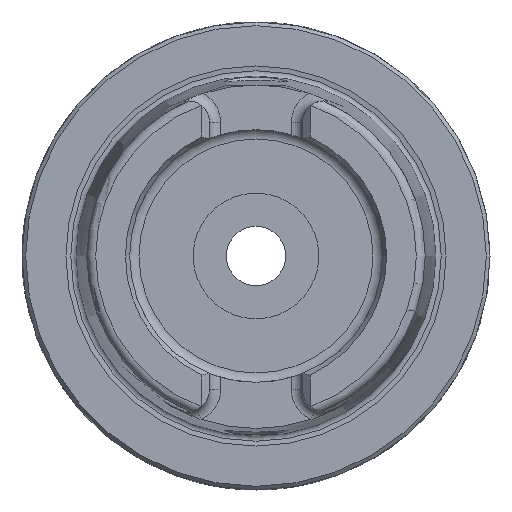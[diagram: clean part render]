
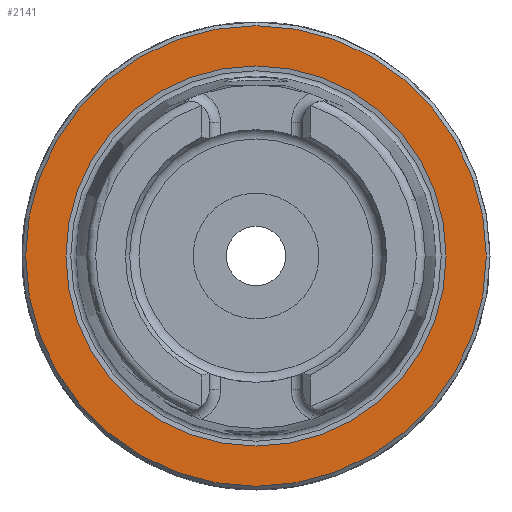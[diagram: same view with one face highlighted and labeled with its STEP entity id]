
A CAD part, left-side view. The second image highlights one B-rep face of the part: STEP entity #2141.
In plain terms, the highlighted planar face has unit normal (-1, 0, 0).
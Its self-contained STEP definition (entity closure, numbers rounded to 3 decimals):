
#80=PLANE('',#2413);
#95=FACE_BOUND('',#406,.T.);
#271=FACE_OUTER_BOUND('',#405,.T.);
#405=EDGE_LOOP('',(#1989));
#406=EDGE_LOOP('',(#1990));
#533=CIRCLE('',#2412,25.588);
#534=CIRCLE('',#2414,31.);
#1030=VERTEX_POINT('',#4644);
#1031=VERTEX_POINT('',#4648);
#1351=EDGE_CURVE('',#1030,#1030,#533,.T.);
#1352=EDGE_CURVE('',#1031,#1031,#534,.T.);
#1989=ORIENTED_EDGE('',*,*,#1352,.F.);
#1990=ORIENTED_EDGE('',*,*,#1351,.T.);
#2141=ADVANCED_FACE('',(#271,#95),#80,.T.);
#2412=AXIS2_PLACEMENT_3D('',#4646,#3017,#3018);
#2413=AXIS2_PLACEMENT_3D('',#4647,#3019,#3020);
#2414=AXIS2_PLACEMENT_3D('',#4649,#3021,#3022);
#3017=DIRECTION('center_axis',(1.,0.,0.));
#3018=DIRECTION('ref_axis',(0.,0.,-1.));
#3019=DIRECTION('center_axis',(-1.,0.,0.));
#3020=DIRECTION('ref_axis',(0.,0.,1.));
#3021=DIRECTION('center_axis',(1.,0.,0.));
#3022=DIRECTION('ref_axis',(0.,0.,-1.));
#4644=CARTESIAN_POINT('',(0.,-25.588,0.));
#4646=CARTESIAN_POINT('Origin',(0.,0.,0.));
#4647=CARTESIAN_POINT('Origin',(0.,31.,0.));
#4648=CARTESIAN_POINT('',(0.,-31.,0.));
#4649=CARTESIAN_POINT('Origin',(0.,0.,0.));
